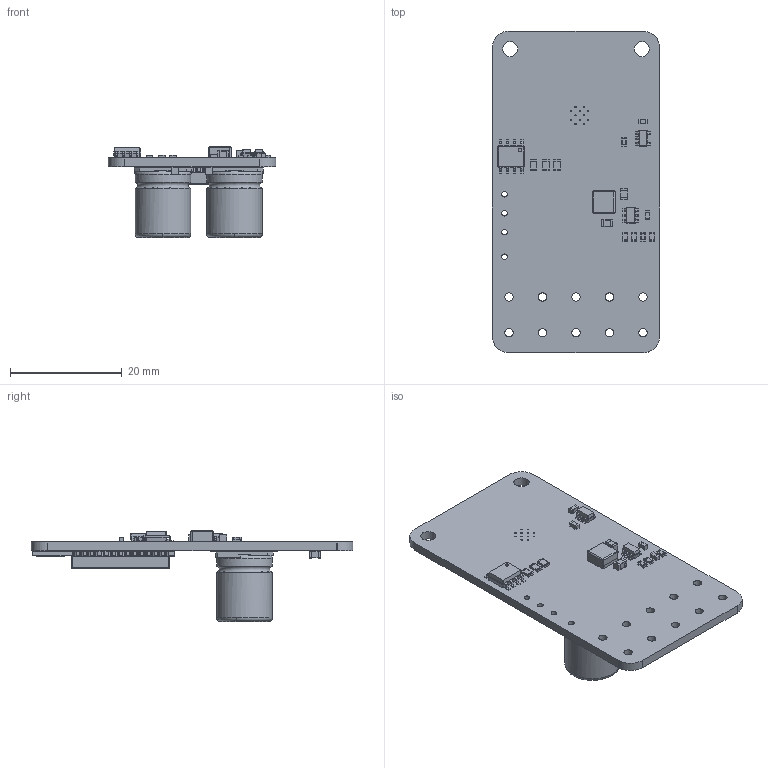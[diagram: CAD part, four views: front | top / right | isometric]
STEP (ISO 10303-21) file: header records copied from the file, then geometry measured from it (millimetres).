
FILE_DESCRIPTION(('KiCad electronic assembly'),'2;1');
FILE_NAME('BB_LED_Tube_PCBA.step','2025-02-27T22:45:53',('Pcbnew'),( 'Kicad'),'Open CASCADE STEP processor 7.8','KiCad to STEP converter' ,'Unknown');
FILE_SCHEMA(('AUTOMOTIVE_DESIGN { 1 0 10303 214 1 1 1 1 }'));
Length unit declared in the file: millimetre
Products named in the file (22): BB_LED_Tube_PCBA 1; C_0603_1608Metric; R_0603_1608Metric; R_0805_2012Metric; C_0805_2012Metric; SOT-23-5; SOT_23_5; SOIC-8_3.9x4.9mm_P1.27mm; SOIC_8_39x49mm_P127mm; SOT-23-6; SOT_23_6; L_APV_ANR4020; CP_Elec_10x12.6; CP_Elec_10x126; ESP32-WROOM-32; BB_LED_Tube_PCB
Assembly tree (34 placements, depth 3):
  BB_LED_Tube_PCBA 1
    C_0603_1608Metric  x5
      C_0603_1608Metric
    R_0603_1608Metric  x4
      R_0603_1608Metric
    R_0805_2012Metric  x3
      R_0805_2012Metric
    C_0805_2012Metric  x4
      C_0805_2012Metric
    SOT-23-5
      SOT_23_5
    SOIC-8_3.9x4.9mm_P1.27mm
      SOIC_8_39x49mm_P127mm
    SOT-23-6
      SOT_23_6
    L_APV_ANR4020
      L_APV_ANR4020
    CP_Elec_10x12.6  x2
      CP_Elec_10x126
    ESP32-WROOM-32
      ESP32-WROOM-32
    BB_LED_Tube_PCB
Bounding box: 30 x 57.6 x 16.3 mm (x, y, z)
Volume: 5753 mm3; surface area: 6602.9 mm2
Topology: 24 solids, 25 shells, 1726 faces, 4472 edges, 2812 vertices
Faces by surface type: plane 1226, cylinder 387, bspline 95, sphere 8, torus 8, revolution 2
Full cylindrical faces by diameter (mm): 0.2 x12, 0.6 x1, 0.8 x2, 1 x4, 1.5 x10, 2.7 x2, 10 x4
Entity records: 50565 total; most frequent: CARTESIAN_POINT 7642, ORIENTED_EDGE 7034, DIRECTION 6760, EDGE_CURVE 3517, LINE 2669, VECTOR 2669, VERTEX_POINT 2191, AXIS2_PLACEMENT_3D 2045
